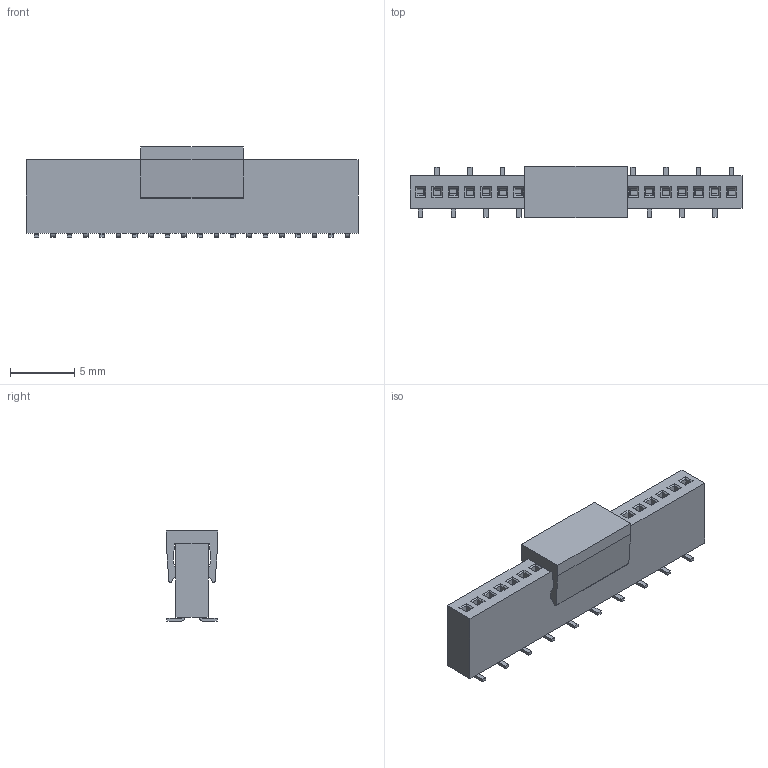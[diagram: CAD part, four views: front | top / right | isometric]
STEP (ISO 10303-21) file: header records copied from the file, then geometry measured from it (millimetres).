
FILE_DESCRIPTION( ('This file contains a STEP AP42 implementation' ,'as created by ZW3D STEP Interface translator.') ,'2;1' );
FILE_NAME( '2357-1XXMXXXUNX1.stp' ,'23 411.1340 7', (''), ('ZWCAD Software Co.'), 'Version 1.0', 'ZW3D to STEP translator', '' );
FILE_SCHEMA(('AUTOMOTIVE_DESIGN { 1 0 10303 214 1 1 1 1 }'));
Length unit declared in the file: millimetre
Products named in the file (2): 0; 2357-120MXXXUNX1
Bounding box: 25.8 x 4 x 7 mm (x, y, z)
Volume: 329.8 mm3; surface area: 1338.6 mm2
Topology: 1 solids, 7 shells, 1142 faces, 3104 edges, 2033 vertices
Faces by surface type: plane 892, cylinder 146, bspline 104
Entity records: 47174 total; most frequent: CARTESIAN_POINT 22717, ORIENTED_EDGE 6200, EDGE_CURVE 3100, DIRECTION 2660, B_SPLINE_CURVE_WITH_KNOTS 2576, VERTEX_POINT 2024, EDGE_LOOP 1198, FACE_OUTER_BOUND 1142
